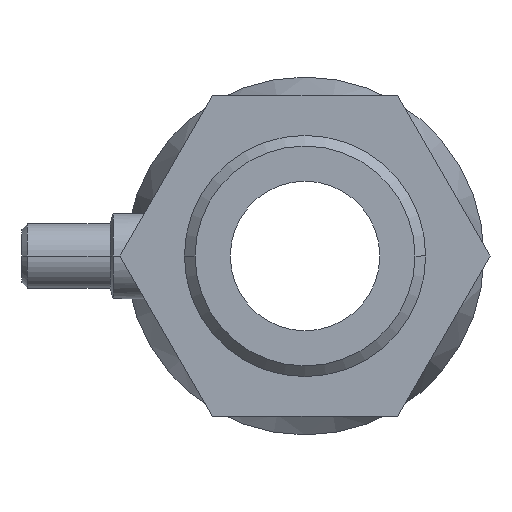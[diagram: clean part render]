
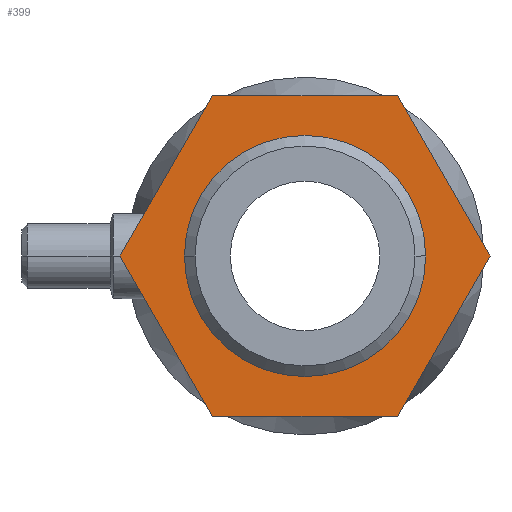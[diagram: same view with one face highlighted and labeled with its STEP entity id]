
A CAD part, left-side view. The second image highlights one B-rep face of the part: STEP entity #399.
In plain terms, the highlighted planar face has unit normal (-1, 0, 0).
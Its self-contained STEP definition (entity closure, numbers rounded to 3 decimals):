
#343 = EDGE_CURVE( '', #761, #955, #990, .T. );
#353 = EDGE_CURVE( '', #779, #897, #1000, .T. );
#399 = ADVANCED_FACE( '', ( #1050, #1051 ), #1052, .T. );
#465 = EDGE_CURVE( '', #555, #509, #1123, .T. );
#509 = VERTEX_POINT( '', #1171 );
#555 = VERTEX_POINT( '', #1223 );
#573 = EDGE_CURVE( '', #509, #555, #1244, .T. );
#589 = VERTEX_POINT( '', #1261 );
#733 = EDGE_CURVE( '', #955, #951, #1433, .T. );
#761 = VERTEX_POINT( '', #1461 );
#763 = EDGE_CURVE( '', #897, #589, #1463, .T. );
#779 = VERTEX_POINT( '', #1480 );
#853 = EDGE_CURVE( '', #589, #761, #1562, .T. );
#859 = EDGE_CURVE( '', #951, #779, #1568, .T. );
#897 = VERTEX_POINT( '', #1610 );
#951 = VERTEX_POINT( '', #1674 );
#955 = VERTEX_POINT( '', #1678 );
#990 = LINE( '', #1707, #1708 );
#1000 = LINE( '', #1740, #1741 );
#1050 = FACE_OUTER_BOUND( '', #1871, .T. );
#1051 = FACE_BOUND( '', #1872, .T. );
#1052 = PLANE( '', #1873 );
#1123 = CIRCLE( '', #1990, 22.591 );
#1171 = CARTESIAN_POINT( '', ( -87.875, -22.591, 0. ) );
#1223 = CARTESIAN_POINT( '', ( -87.875, 22.591, 0. ) );
#1244 = CIRCLE( '', #2215, 22.591 );
#1261 = CARTESIAN_POINT( '', ( -87.875, 17.321, 30. ) );
#1433 = LINE( '', #2485, #2486 );
#1461 = CARTESIAN_POINT( '', ( -87.875, 34.641, 0. ) );
#1463 = LINE( '', #2548, #2549 );
#1480 = CARTESIAN_POINT( '', ( -87.875, -34.641, 0. ) );
#1562 = LINE( '', #2678, #2679 );
#1568 = LINE( '', #2688, #2689 );
#1610 = CARTESIAN_POINT( '', ( -87.875, -17.321, 30. ) );
#1674 = CARTESIAN_POINT( '', ( -87.875, -17.321, -30. ) );
#1678 = CARTESIAN_POINT( '', ( -87.875, 17.321, -30. ) );
#1707 = CARTESIAN_POINT( '', ( -87.875, 25.875, -15.183 ) );
#1708 = VECTOR( '', #2913, 1. );
#1740 = CARTESIAN_POINT( '', ( -87.875, -17.426, 29.817 ) );
#1741 = VECTOR( '', #2918, 1. );
#1871 = EDGE_LOOP( '', ( #2971, #2972, #2973, #2974, #2975, #2976 ) );
#1872 = EDGE_LOOP( '', ( #2977, #2978 ) );
#1873 = AXIS2_PLACEMENT_3D( '', #2979, #2980, #2981 );
#1990 = AXIS2_PLACEMENT_3D( '', #3062, #3063, #3064 );
#2215 = AXIS2_PLACEMENT_3D( '', #3205, #3206, #3207 );
#2485 = CARTESIAN_POINT( '', ( -87.875, 8.237, -30. ) );
#2486 = VECTOR( '', #3466, 1. );
#2548 = CARTESIAN_POINT( '', ( -87.875, 25.558, 30. ) );
#2549 = VECTOR( '', #3476, 1. );
#2678 = CARTESIAN_POINT( '', ( -87.875, 34.535, 0.183 ) );
#2679 = VECTOR( '', #3584, 1. );
#2688 = CARTESIAN_POINT( '', ( -87.875, -26.086, -14.817 ) );
#2689 = VECTOR( '', #3586, 1. );
#2913 = DIRECTION( '', ( 0., -0.5, -0.866 ) );
#2918 = DIRECTION( '', ( 0., 0.5, 0.866 ) );
#2971 = ORIENTED_EDGE( '', *, *, #763, .T. );
#2972 = ORIENTED_EDGE( '', *, *, #853, .T. );
#2973 = ORIENTED_EDGE( '', *, *, #343, .T. );
#2974 = ORIENTED_EDGE( '', *, *, #733, .T. );
#2975 = ORIENTED_EDGE( '', *, *, #859, .T. );
#2976 = ORIENTED_EDGE( '', *, *, #353, .T. );
#2977 = ORIENTED_EDGE( '', *, *, #465, .F. );
#2978 = ORIENTED_EDGE( '', *, *, #573, .F. );
#2979 = CARTESIAN_POINT( '', ( -87.875, 33.796, 0. ) );
#2980 = DIRECTION( '', ( -1., 0., 0. ) );
#2981 = DIRECTION( '', ( 0., 1., 0. ) );
#3062 = CARTESIAN_POINT( '', ( -87.875, 0., 0. ) );
#3063 = DIRECTION( '', ( -1., 0., 0. ) );
#3064 = DIRECTION( '', ( 0., 1., 0. ) );
#3205 = CARTESIAN_POINT( '', ( -87.875, 0., 0. ) );
#3206 = DIRECTION( '', ( -1., 0., 0. ) );
#3207 = DIRECTION( '', ( 0., 1., 0. ) );
#3466 = DIRECTION( '', ( 0., -1., 0. ) );
#3476 = DIRECTION( '', ( 0., 1., 0. ) );
#3584 = DIRECTION( '', ( 0., 0.5, -0.866 ) );
#3586 = DIRECTION( '', ( 0., -0.5, 0.866 ) );
